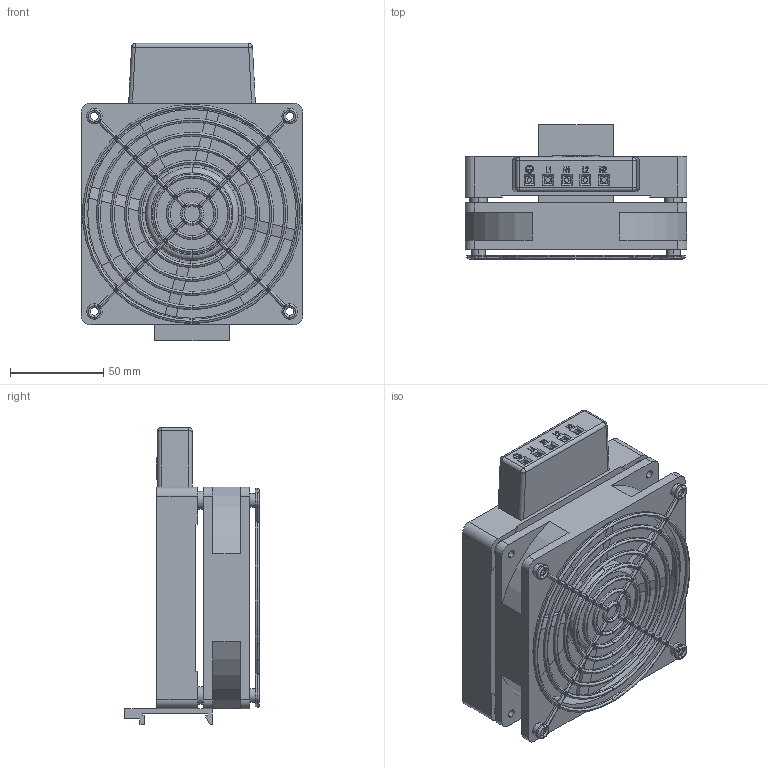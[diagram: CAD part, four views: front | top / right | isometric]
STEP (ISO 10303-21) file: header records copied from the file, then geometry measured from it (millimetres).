
FILE_DESCRIPTION (( 'STEP AP214' ), '1' );
FILE_NAME ('HVL031_119x119x22.STEP', '2012-10-30T13:37:25', ( 'Nutzer' ), ( '' ), 'SwSTEP 2.0', 'SolidWorks 2012', '' );
FILE_SCHEMA (( 'AUTOMOTIVE_DESIGN' ));
Length unit declared in the file: millimetre
Products named in the file (1): HVL031_119x119x22
Bounding box: 119 x 72.1 x 159.5 mm (x, y, z)
Volume: 576193.4 mm3; surface area: 123037.1 mm2
Topology: 8 solids, 8 shells, 1208 faces, 3082 edges, 1714 vertices
Faces by surface type: plane 495, cylinder 328, torus 313, bspline 68, sphere 4
Entity records: 36704 total; most frequent: CARTESIAN_POINT 8184, DIRECTION 6219, ORIENTED_EDGE 5788, EDGE_CURVE 2894, AXIS2_PLACEMENT_3D 2377, VERTEX_POINT 1714, LINE 1465, VECTOR 1465
